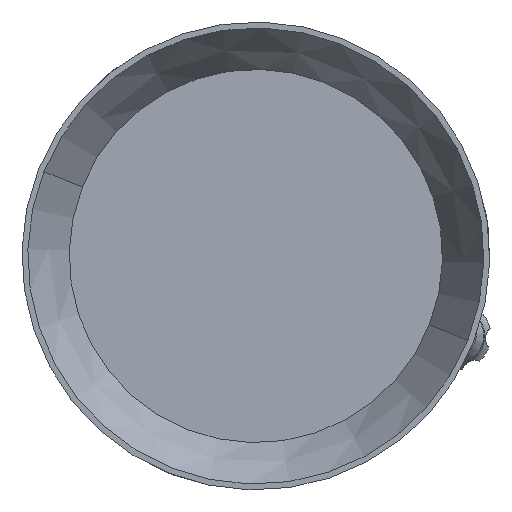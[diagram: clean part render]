
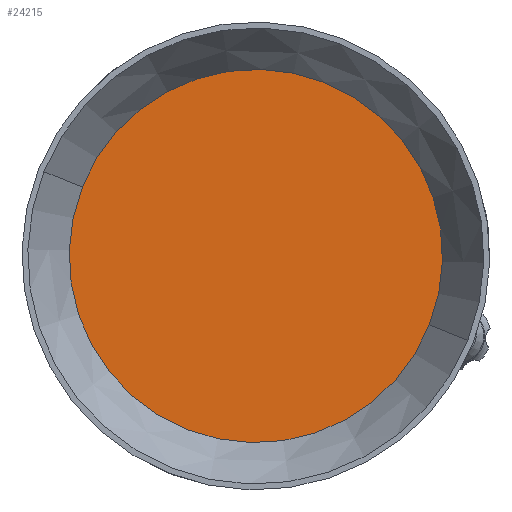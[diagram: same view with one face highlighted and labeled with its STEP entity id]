
A CAD part, front view. The second image highlights one B-rep face of the part: STEP entity #24215.
In plain terms, the highlighted face is planar.
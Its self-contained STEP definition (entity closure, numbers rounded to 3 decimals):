
#1115 = EDGE_CURVE ( 'NONE', #6682, #5268, #17638, .T. ) ;
#1141 = DIRECTION ( 'NONE',  ( 0., 0., 1. ) ) ;
#2510 = DIRECTION ( 'NONE',  ( 0., 1., 0. ) ) ;
#3136 = CIRCLE ( 'NONE', #9146, 62.3 ) ;
#5268 = VERTEX_POINT ( 'NONE', #9539 ) ;
#5351 = EDGE_LOOP ( 'NONE', ( #13183, #29827 ) ) ;
#6682 = VERTEX_POINT ( 'NONE', #24559 ) ;
#9146 = AXIS2_PLACEMENT_3D ( 'NONE', #16284, #2510, #18648 ) ;
#9539 = CARTESIAN_POINT ( 'NONE',  ( 0., 1.5, 62.3 ) ) ;
#10061 = AXIS2_PLACEMENT_3D ( 'NONE', #25902, #12099, #28219 ) ;
#12099 = DIRECTION ( 'NONE',  ( 0., 1., 0. ) ) ;
#12633 = CARTESIAN_POINT ( 'NONE',  ( 0., 1.5, 0. ) ) ;
#13183 = ORIENTED_EDGE ( 'NONE', *, *, #1115, .T. ) ;
#14929 = DIRECTION ( 'NONE',  ( 0., 1., 0. ) ) ;
#14960 = AXIS2_PLACEMENT_3D ( 'NONE', #12633, #14929, #1141 ) ;
#16284 = CARTESIAN_POINT ( 'NONE',  ( 0., 1.5, 0. ) ) ;
#16435 = EDGE_CURVE ( 'NONE', #5268, #6682, #3136, .T. ) ;
#17638 = CIRCLE ( 'NONE', #10061, 62.3 ) ;
#18648 = DIRECTION ( 'NONE',  ( 0., 0., 1. ) ) ;
#24215 = ADVANCED_FACE ( 'NONE', ( #26596 ), #28761, .T. ) ;
#24559 = CARTESIAN_POINT ( 'NONE',  ( 0., 1.5, -62.3 ) ) ;
#25902 = CARTESIAN_POINT ( 'NONE',  ( 0., 1.5, 0. ) ) ;
#26596 = FACE_OUTER_BOUND ( 'NONE', #5351, .T. ) ;
#28219 = DIRECTION ( 'NONE',  ( 0., 0., 1. ) ) ;
#28761 = PLANE ( 'NONE',  #14960 ) ;
#29827 = ORIENTED_EDGE ( 'NONE', *, *, #16435, .T. ) ;
